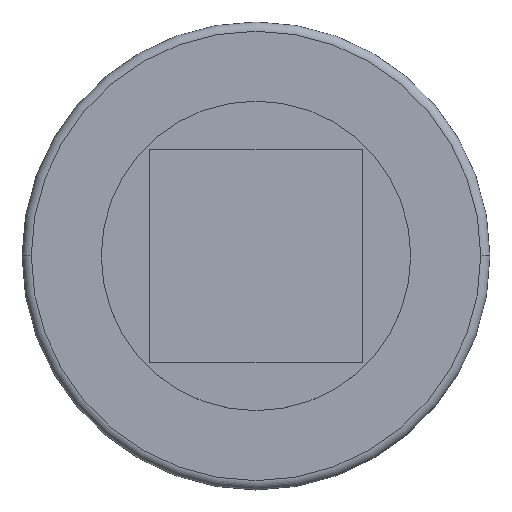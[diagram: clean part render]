
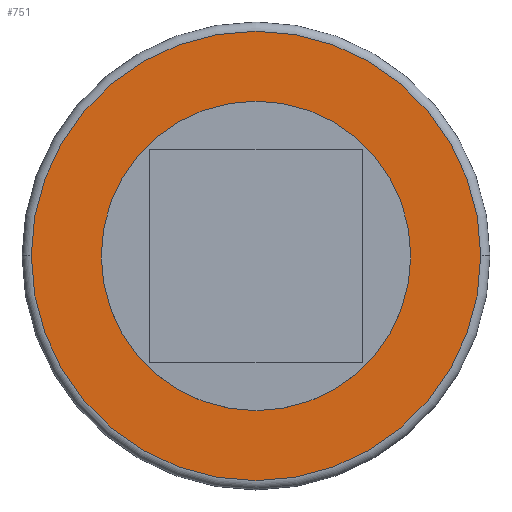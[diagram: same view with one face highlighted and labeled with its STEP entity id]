
A CAD part, top view. The second image highlights one B-rep face of the part: STEP entity #751.
In plain terms, the highlighted planar face has unit normal (0, 0, 1).
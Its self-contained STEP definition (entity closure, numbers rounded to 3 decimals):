
#4 = VERTEX_POINT ( 'NONE', #77 ) ;
#57 = EDGE_CURVE ( 'NONE', #58, #4, #155, .T. ) ;
#58 = VERTEX_POINT ( 'NONE', #146 ) ;
#77 = CARTESIAN_POINT ( 'NONE',  ( -23.231, 0., 5.006 ) ) ;
#146 = CARTESIAN_POINT ( 'NONE',  ( 23.231, 0., 5.006 ) ) ;
#147 = DIRECTION ( 'NONE',  ( -1., 0., 0. ) ) ;
#148 = DIRECTION ( 'NONE',  ( 0., 0., 1. ) ) ;
#149 = CARTESIAN_POINT ( 'NONE',  ( 0., 0., 5.006 ) ) ;
#150 = AXIS2_PLACEMENT_3D ( 'NONE', #149, #148, #147 ) ;
#155 = CIRCLE ( 'NONE', #150, 23.231 ) ;
#423 = EDGE_CURVE ( 'NONE', #434, #435, #529, .T. ) ;
#434 = VERTEX_POINT ( 'NONE', #493 ) ;
#435 = VERTEX_POINT ( 'NONE', #492 ) ;
#436 = EDGE_CURVE ( 'NONE', #435, #434, #508, .T. ) ;
#454 = DIRECTION ( 'NONE',  ( 0., 0., 1. ) ) ;
#455 = DIRECTION ( 'NONE',  ( -1., 0., 0. ) ) ;
#492 = CARTESIAN_POINT ( 'NONE',  ( 16., 0., 5.006 ) ) ;
#493 = CARTESIAN_POINT ( 'NONE',  ( -16., 0., 5.006 ) ) ;
#494 = DIRECTION ( 'NONE',  ( 1., 0., 0. ) ) ;
#495 = DIRECTION ( 'NONE',  ( 0., 0., 1. ) ) ;
#504 = DIRECTION ( 'NONE',  ( 1., 0., 0. ) ) ;
#505 = DIRECTION ( 'NONE',  ( 0., 0., 1. ) ) ;
#506 = CARTESIAN_POINT ( 'NONE',  ( 0., 0., 5.006 ) ) ;
#507 = AXIS2_PLACEMENT_3D ( 'NONE', #506, #505, #504 ) ;
#508 = CIRCLE ( 'NONE', #507, 16. ) ;
#527 = CARTESIAN_POINT ( 'NONE',  ( 0., 0., 5.006 ) ) ;
#528 = AXIS2_PLACEMENT_3D ( 'NONE', #527, #495, #494 ) ;
#529 = CIRCLE ( 'NONE', #528, 16. ) ;
#615 = FACE_BOUND ( 'NONE', #740, .T. ) ;
#616 = PLANE ( 'NONE',  #621 ) ;
#617 = CARTESIAN_POINT ( 'NONE',  ( 0., 0., 5.006 ) ) ;
#618 = AXIS2_PLACEMENT_3D ( 'NONE', #617, #454, #455 ) ;
#619 = CIRCLE ( 'NONE', #618, 23.231 ) ;
#620 = DIRECTION ( 'NONE',  ( -1., 0., 0. ) ) ;
#621 = AXIS2_PLACEMENT_3D ( 'NONE', #623, #622, #620 ) ;
#622 = DIRECTION ( 'NONE',  ( 0., 0., -1. ) ) ;
#623 = CARTESIAN_POINT ( 'NONE',  ( 0., 24.187, 5.006 ) ) ;
#624 = FACE_OUTER_BOUND ( 'NONE', #745, .T. ) ;
#738 = ORIENTED_EDGE ( 'NONE', *, *, #57, .T. ) ;
#739 = ORIENTED_EDGE ( 'NONE', *, *, #436, .F. ) ;
#740 = EDGE_LOOP ( 'NONE', ( #739, #744 ) ) ;
#744 = ORIENTED_EDGE ( 'NONE', *, *, #423, .F. ) ;
#745 = EDGE_LOOP ( 'NONE', ( #752, #738 ) ) ;
#751 = ADVANCED_FACE ( 'NONE', ( #624, #615 ), #616, .F. ) ;
#752 = ORIENTED_EDGE ( 'NONE', *, *, #753, .T. ) ;
#753 = EDGE_CURVE ( 'NONE', #4, #58, #619, .T. ) ;
